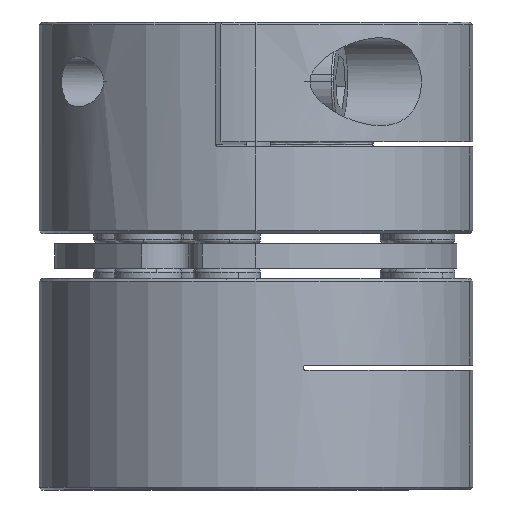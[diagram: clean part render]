
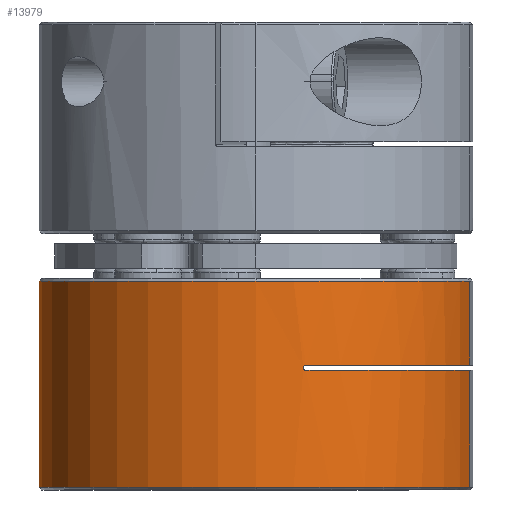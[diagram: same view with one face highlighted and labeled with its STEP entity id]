
A CAD part, left-side view. The second image highlights one B-rep face of the part: STEP entity #13979.
In plain terms, the highlighted cylindrical face has radius 61.5 mm (diameter 123 mm), a partial arc.
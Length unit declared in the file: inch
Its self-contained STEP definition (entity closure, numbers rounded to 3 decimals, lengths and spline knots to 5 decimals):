
#301 = DIRECTION ( 'NONE',  ( 0., 0., 1. ) ) ;
#368 = CIRCLE ( 'NONE', #9186, 2.42126 ) ;
#374 = VERTEX_POINT ( 'NONE', #14529 ) ;
#675 = CIRCLE ( 'NONE', #9498, 2.42126 ) ;
#741 = DIRECTION ( 'NONE',  ( 0., 0., 1. ) ) ;
#771 = DIRECTION ( 'NONE',  ( -0.174, -0.985, 0. ) ) ;
#835 = CARTESIAN_POINT ( 'NONE',  ( -0.42045, -2.38448, 1.3865 ) ) ;
#1000 = AXIS2_PLACEMENT_3D ( 'NONE', #12571, #3627, #14072 ) ;
#1028 = CARTESIAN_POINT ( 'NONE',  ( -0.42045, -2.38448, 2.78146 ) ) ;
#1148 = CYLINDRICAL_SURFACE ( 'NONE', #18753, 2.42126 ) ;
#1209 = CARTESIAN_POINT ( 'NONE',  ( 0., 0., 1.4165 ) ) ;
#1221 = VECTOR ( 'NONE', #5411, 39.37008 ) ;
#1344 = CARTESIAN_POINT ( 'NONE',  ( -2.36293, -0.52828, 2.75246 ) ) ;
#1409 = AXIS2_PLACEMENT_3D ( 'NONE', #8517, #18908, #10019 ) ;
#1742 = ORIENTED_EDGE ( 'NONE', *, *, #12436, .T. ) ;
#2687 = DIRECTION ( 'NONE',  ( 1., 0., 0. ) ) ;
#2816 = CIRCLE ( 'NONE', #1000, 2.42126 ) ;
#2983 = EDGE_LOOP ( 'NONE', ( #4614, #5401, #6755, #9747, #1742, #7737, #13240, #14365, #11778, #7323, #3909, #18583 ) ) ;
#3071 = CARTESIAN_POINT ( 'NONE',  ( -2.36293, -0.52828, 2.74652 ) ) ;
#3232 = CARTESIAN_POINT ( 'NONE',  ( 0.42045, 2.38448, 1.3865 ) ) ;
#3555 = EDGE_CURVE ( 'NONE', #13360, #17845, #14969, .T. ) ;
#3627 = DIRECTION ( 'NONE',  ( 0., 0., 1. ) ) ;
#3906 = DIRECTION ( 'NONE',  ( 0., 0., 1. ) ) ;
#3909 = ORIENTED_EDGE ( 'NONE', *, *, #18019, .F. ) ;
#4166 = VECTOR ( 'NONE', #18747, 39.37008 ) ;
#4190 = VECTOR ( 'NONE', #301, 39.37008 ) ;
#4268 = CARTESIAN_POINT ( 'NONE',  ( -2.35696, -0.55432, 2.78146 ) ) ;
#4614 = ORIENTED_EDGE ( 'NONE', *, *, #8747, .F. ) ;
#4698 = CIRCLE ( 'NONE', #13419, 2.42126 ) ;
#4864 = CARTESIAN_POINT ( 'NONE',  ( -2.35605, -0.55815, 2.78146 ) ) ;
#5178 = CARTESIAN_POINT ( 'NONE',  ( -2.36293, -0.52828, 2.75046 ) ) ;
#5325 = CARTESIAN_POINT ( 'NONE',  ( 0., 0., 2.72146 ) ) ;
#5401 = ORIENTED_EDGE ( 'NONE', *, *, #14793, .T. ) ;
#5411 = DIRECTION ( 'NONE',  ( 0., 0., 1. ) ) ;
#5782 = VERTEX_POINT ( 'NONE', #5178 ) ;
#6123 = CARTESIAN_POINT ( 'NONE',  ( -2.36204, -0.53224, 2.73554 ) ) ;
#6313 = CARTESIAN_POINT ( 'NONE',  ( -0.42045, -2.38448, 3.7187 ) ) ;
#6755 = ORIENTED_EDGE ( 'NONE', *, *, #8298, .T. ) ;
#6816 = DIRECTION ( 'NONE',  ( 1., 0., 0. ) ) ;
#6882 = LINE ( 'NONE', #835, #10862 ) ;
#7121 = VERTEX_POINT ( 'NONE', #8689 ) ;
#7270 = CARTESIAN_POINT ( 'NONE',  ( -2.35784, -0.55057, 2.78075 ) ) ;
#7323 = ORIENTED_EDGE ( 'NONE', *, *, #18044, .F. ) ;
#7324 = CARTESIAN_POINT ( 'NONE',  ( -2.42126, 0., 3.7187 ) ) ;
#7622 = CARTESIAN_POINT ( 'NONE',  ( -2.36293, -0.52828, 2.75246 ) ) ;
#7623 = CARTESIAN_POINT ( 'NONE',  ( -2.35962, -0.54291, 2.72442 ) ) ;
#7737 = ORIENTED_EDGE ( 'NONE', *, *, #12912, .F. ) ;
#8298 = EDGE_CURVE ( 'NONE', #11558, #374, #2816, .T. ) ;
#8517 = CARTESIAN_POINT ( 'NONE',  ( 0., 0., 2.78146 ) ) ;
#8645 = LINE ( 'NONE', #3232, #4190 ) ;
#8689 = CARTESIAN_POINT ( 'NONE',  ( 0.42045, 2.38448, 1.4165 ) ) ;
#8747 = EDGE_CURVE ( 'NONE', #7121, #12242, #8645, .T. ) ;
#8774 = CARTESIAN_POINT ( 'NONE',  ( -2.36024, -0.54015, 2.77589 ) ) ;
#9140 = CARTESIAN_POINT ( 'NONE',  ( -2.35605, -0.55815, 2.72146 ) ) ;
#9186 = AXIS2_PLACEMENT_3D ( 'NONE', #18593, #9706, #771 ) ;
#9243 = EDGE_CURVE ( 'NONE', #12242, #14883, #675, .T. ) ;
#9498 = AXIS2_PLACEMENT_3D ( 'NONE', #12849, #3906, #14336 ) ;
#9706 = DIRECTION ( 'NONE',  ( 0., 0., 1. ) ) ;
#9747 = ORIENTED_EDGE ( 'NONE', *, *, #11998, .T. ) ;
#9777 = DIRECTION ( 'NONE',  ( 0., 0., -1. ) ) ;
#9781 = EDGE_CURVE ( 'NONE', #13360, #15779, #15113, .T. ) ;
#9802 = CIRCLE ( 'NONE', #10589, 2.42126 ) ;
#10019 = DIRECTION ( 'NONE',  ( 1., 0., 0. ) ) ;
#10281 = CARTESIAN_POINT ( 'NONE',  ( -2.36293, -0.52828, 2.76035 ) ) ;
#10573 = CARTESIAN_POINT ( 'NONE',  ( -2.36293, -0.52828, 2.75046 ) ) ;
#10589 = AXIS2_PLACEMENT_3D ( 'NONE', #1209, #11649, #2687 ) ;
#10862 = VECTOR ( 'NONE', #9777, 39.37008 ) ;
#11096 = VERTEX_POINT ( 'NONE', #18868 ) ;
#11159 = VERTEX_POINT ( 'NONE', #17499 ) ;
#11171 = CARTESIAN_POINT ( 'NONE',  ( 0., 0., 1.3865 ) ) ;
#11436 = CARTESIAN_POINT ( 'NONE',  ( -0.42045, -2.38448, 1.3865 ) ) ;
#11558 = VERTEX_POINT ( 'NONE', #16065 ) ;
#11649 = DIRECTION ( 'NONE',  ( 0., 0., 1. ) ) ;
#11778 = ORIENTED_EDGE ( 'NONE', *, *, #9781, .T. ) ;
#11998 = EDGE_CURVE ( 'NONE', #374, #11159, #13595, .T. ) ;
#12242 = VERTEX_POINT ( 'NONE', #13582 ) ;
#12436 = EDGE_CURVE ( 'NONE', #11159, #11096, #4698, .T. ) ;
#12571 = CARTESIAN_POINT ( 'NONE',  ( 0., 0., 1.4165 ) ) ;
#12849 = CARTESIAN_POINT ( 'NONE',  ( 0., 0., 3.7187 ) ) ;
#12912 = EDGE_CURVE ( 'NONE', #5782, #11096, #15664, .T. ) ;
#13240 = ORIENTED_EDGE ( 'NONE', *, *, #14051, .T. ) ;
#13360 = VERTEX_POINT ( 'NONE', #4864 ) ;
#13419 = AXIS2_PLACEMENT_3D ( 'NONE', #5325, #15750, #6816 ) ;
#13527 = FACE_OUTER_BOUND ( 'NONE', #2983, .T. ) ;
#13582 = CARTESIAN_POINT ( 'NONE',  ( 0.42045, 2.38448, 3.7187 ) ) ;
#13595 = LINE ( 'NONE', #11436, #1221 ) ;
#13979 = ADVANCED_FACE ( 'NONE', ( #13527 ), #1148, .T. ) ;
#14051 = EDGE_CURVE ( 'NONE', #5782, #17845, #15584, .T. ) ;
#14072 = DIRECTION ( 'NONE',  ( 1., 0., 0. ) ) ;
#14336 = DIRECTION ( 'NONE',  ( -0.174, -0.985, 0. ) ) ;
#14365 = ORIENTED_EDGE ( 'NONE', *, *, #3555, .F. ) ;
#14408 = VERTEX_POINT ( 'NONE', #6313 ) ;
#14529 = CARTESIAN_POINT ( 'NONE',  ( -0.42045, -2.38448, 1.4165 ) ) ;
#14700 = CARTESIAN_POINT ( 'NONE',  ( -2.35605, -0.55815, 2.78146 ) ) ;
#14793 = EDGE_CURVE ( 'NONE', #7121, #11558, #9802, .T. ) ;
#14883 = VERTEX_POINT ( 'NONE', #7324 ) ;
#14969 = B_SPLINE_CURVE_WITH_KNOTS ( 'NONE', 3,
 ( #14700, #4268, #7270, #17666, #8774, #19167, #10281, #1344 ),
 .UNSPECIFIED., .F., .F.,
 ( 4, 2, 2, 4 ),
 ( 0., 0.0003, 0.00059, 0.00118 ),
 .UNSPECIFIED. ) ;
#15054 = CARTESIAN_POINT ( 'NONE',  ( -2.36274, -0.52911, 2.74265 ) ) ;
#15113 = CIRCLE ( 'NONE', #1409, 2.42126 ) ;
#15584 = LINE ( 'NONE', #17261, #4166 ) ;
#15664 = B_SPLINE_CURVE_WITH_KNOTS ( 'NONE', 3,
 ( #10573, #3071, #15054, #6123, #16546, #7623, #18024, #9140 ),
 .UNSPECIFIED., .F., .F.,
 ( 4, 2, 2, 4 ),
 ( 0., 0.0003, 0.00059, 0.00118 ),
 .UNSPECIFIED. ) ;
#15750 = DIRECTION ( 'NONE',  ( 0., 0., -1. ) ) ;
#15779 = VERTEX_POINT ( 'NONE', #1028 ) ;
#16065 = CARTESIAN_POINT ( 'NONE',  ( -2.42126, 0., 1.4165 ) ) ;
#16546 = CARTESIAN_POINT ( 'NONE',  ( -2.36152, -0.53454, 2.73232 ) ) ;
#17261 = CARTESIAN_POINT ( 'NONE',  ( -2.36293, -0.52828, 2.78146 ) ) ;
#17499 = CARTESIAN_POINT ( 'NONE',  ( -0.42045, -2.38448, 2.72146 ) ) ;
#17666 = CARTESIAN_POINT ( 'NONE',  ( -2.35949, -0.54343, 2.77796 ) ) ;
#17845 = VERTEX_POINT ( 'NONE', #7622 ) ;
#18019 = EDGE_CURVE ( 'NONE', #14883, #14408, #368, .T. ) ;
#18024 = CARTESIAN_POINT ( 'NONE',  ( -2.35786, -0.55049, 2.72146 ) ) ;
#18044 = EDGE_CURVE ( 'NONE', #14408, #15779, #6882, .T. ) ;
#18558 = DIRECTION ( 'NONE',  ( 1., 0., 0. ) ) ;
#18583 = ORIENTED_EDGE ( 'NONE', *, *, #9243, .F. ) ;
#18593 = CARTESIAN_POINT ( 'NONE',  ( 0., 0., 3.7187 ) ) ;
#18747 = DIRECTION ( 'NONE',  ( 0., 0., 1. ) ) ;
#18753 = AXIS2_PLACEMENT_3D ( 'NONE', #11171, #741, #18558 ) ;
#18868 = CARTESIAN_POINT ( 'NONE',  ( -2.35605, -0.55815, 2.72146 ) ) ;
#18908 = DIRECTION ( 'NONE',  ( 0., 0., 1. ) ) ;
#19167 = CARTESIAN_POINT ( 'NONE',  ( -2.36216, -0.53174, 2.76796 ) ) ;
